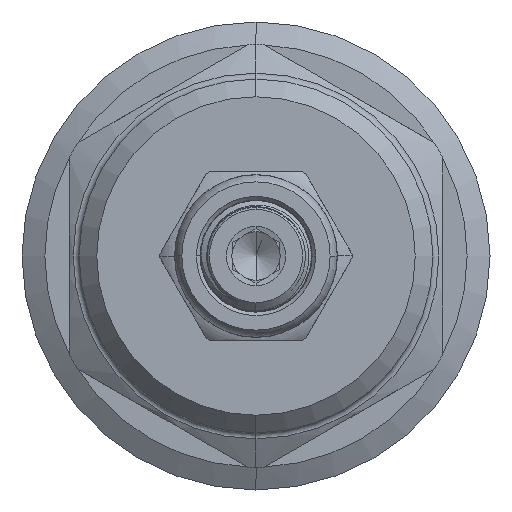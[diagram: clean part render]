
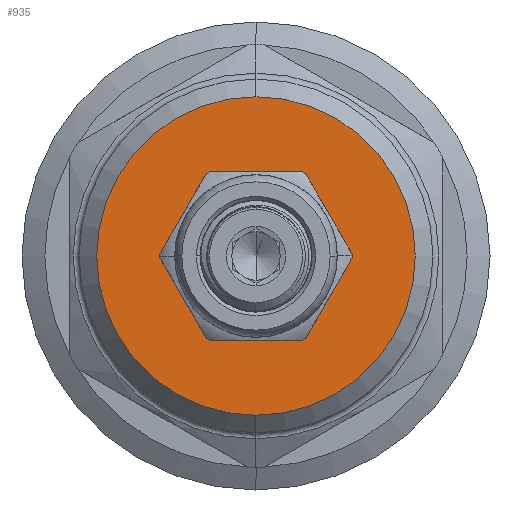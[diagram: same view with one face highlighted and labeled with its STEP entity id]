
A CAD part, left-side view. The second image highlights one B-rep face of the part: STEP entity #935.
In plain terms, the highlighted planar face has unit normal (-1, 0, 0).
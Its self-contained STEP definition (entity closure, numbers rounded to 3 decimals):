
#528 = CIRCLE ( 'NONE', #4411, 4.75 ) ;
#694 = CIRCLE ( 'NONE', #1048, 13.5 ) ;
#935 = ADVANCED_FACE ( 'NONE', ( #1974, #1901 ), #19696, .F. ) ;
#1048 = AXIS2_PLACEMENT_3D ( 'NONE', #11993, #11994, #11995 ) ;
#1901 = FACE_OUTER_BOUND ( 'NONE', #6458, .T. ) ;
#1974 = FACE_BOUND ( 'NONE', #6927, .T. ) ;
#2176 = CIRCLE ( 'NONE', #15790, 4.75 ) ;
#2331 = CIRCLE ( 'NONE', #15781, 13.5 ) ;
#2684 = AXIS2_PLACEMENT_3D ( 'NONE', #19700, #19710, #19712 ) ;
#3658 = ORIENTED_EDGE ( 'NONE', *, *, #12657, .T. ) ;
#3659 = ORIENTED_EDGE ( 'NONE', *, *, #4000, .T. ) ;
#3667 = ORIENTED_EDGE ( 'NONE', *, *, #3996, .T. ) ;
#3668 = ORIENTED_EDGE ( 'NONE', *, *, #7305, .T. ) ;
#3996 = EDGE_CURVE ( 'NONE', #9778, #9713, #2331, .T. ) ;
#4000 = EDGE_CURVE ( 'NONE', #7557, #9785, #2176, .T. ) ;
#4411 = AXIS2_PLACEMENT_3D ( 'NONE', #10879, #10880, #10881 ) ;
#6458 = EDGE_LOOP ( 'NONE', ( #3667, #3668 ) ) ;
#6927 = EDGE_LOOP ( 'NONE', ( #3658, #3659 ) ) ;
#7305 = EDGE_CURVE ( 'NONE', #9713, #9778, #694, .T. ) ;
#7557 = VERTEX_POINT ( 'NONE', #10505 ) ;
#9713 = VERTEX_POINT ( 'NONE', #10631 ) ;
#9778 = VERTEX_POINT ( 'NONE', #10679 ) ;
#9785 = VERTEX_POINT ( 'NONE', #10673 ) ;
#10505 = CARTESIAN_POINT ( 'NONE',  ( 0., 0., -4.75 ) ) ;
#10631 = CARTESIAN_POINT ( 'NONE',  ( 0., 0., 13.5 ) ) ;
#10673 = CARTESIAN_POINT ( 'NONE',  ( 0., 0., 4.75 ) ) ;
#10679 = CARTESIAN_POINT ( 'NONE',  ( 0., 0., -13.5 ) ) ;
#10879 = CARTESIAN_POINT ( 'NONE',  ( 0., 0., 0. ) ) ;
#10880 = DIRECTION ( 'NONE',  ( 1., 0., 0. ) ) ;
#10881 = DIRECTION ( 'NONE',  ( 0., 0., -1. ) ) ;
#11993 = CARTESIAN_POINT ( 'NONE',  ( 0., 0., 0. ) ) ;
#11994 = DIRECTION ( 'NONE',  ( -1., 0., 0. ) ) ;
#11995 = DIRECTION ( 'NONE',  ( 0., 0., -1. ) ) ;
#12657 = EDGE_CURVE ( 'NONE', #9785, #7557, #528, .T. ) ;
#14159 = CARTESIAN_POINT ( 'NONE',  ( 0., 0., 0. ) ) ;
#14160 = DIRECTION ( 'NONE',  ( -1., 0., 0. ) ) ;
#14161 = DIRECTION ( 'NONE',  ( 0., 0., -1. ) ) ;
#14244 = CARTESIAN_POINT ( 'NONE',  ( 0., 0., 0. ) ) ;
#14245 = DIRECTION ( 'NONE',  ( 1., 0., 0. ) ) ;
#14246 = DIRECTION ( 'NONE',  ( 0., 0., -1. ) ) ;
#15781 = AXIS2_PLACEMENT_3D ( 'NONE', #14159, #14160, #14161 ) ;
#15790 = AXIS2_PLACEMENT_3D ( 'NONE', #14244, #14245, #14246 ) ;
#19696 = PLANE ( 'NONE',  #2684 ) ;
#19700 = CARTESIAN_POINT ( 'NONE',  ( 0., 0., 0. ) ) ;
#19710 = DIRECTION ( 'NONE',  ( 1., 0., 0. ) ) ;
#19712 = DIRECTION ( 'NONE',  ( 0., 0., -1. ) ) ;
